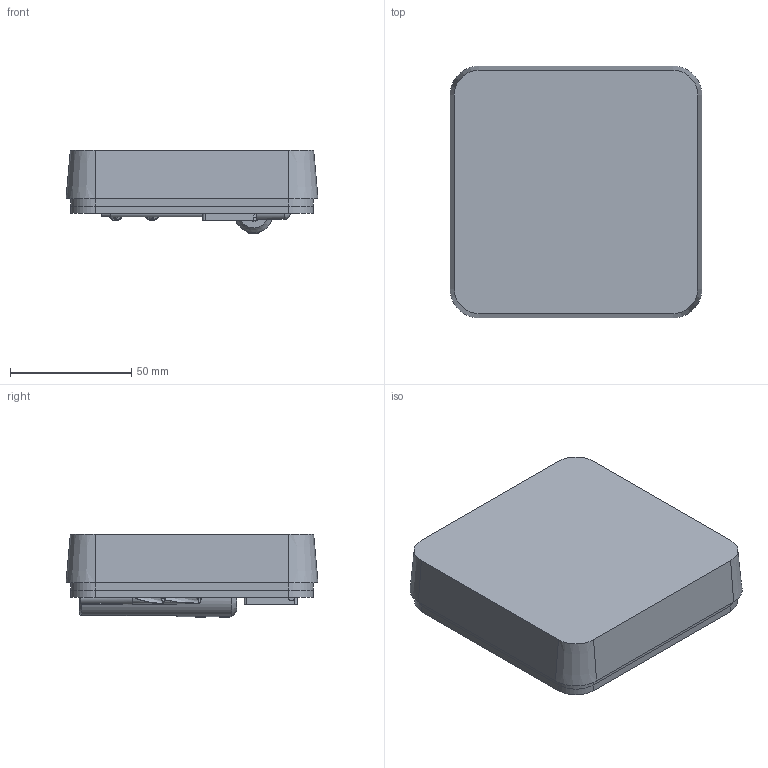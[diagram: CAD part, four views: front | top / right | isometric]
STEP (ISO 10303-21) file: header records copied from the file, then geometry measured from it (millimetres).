
FILE_DESCRIPTION (( 'STEP AP203' ), '1' );
FILE_NAME ('SET-RDT-6.step', '2024-04-24T08:29:34', ( '' ), ( '' ), 'SwSTEP 2.0', 'SolidWorks 2022', '' );
FILE_SCHEMA (( 'CONFIG_CONTROL_DESIGN' ));
Length unit declared in the file: millimetre
Products named in the file (10): 660P.DT16_montiert; 660P.DT16; RDT.6-30; VP00000154; VP.LOGO285; SET-RDT-6; A.ZST005; A.GST011; T10F; RDT.6-15
Assembly tree (10 placements, depth 3):
  SET-RDT-6
    VP00000154
    660P.DT16_montiert
      660P.DT16
      A.ZST005
      A.GST011  x2
    RDT.6-15
    RDT.6-30
    T10F
    VP.LOGO285
Bounding box: 104 x 104 x 34.35 mm (x, y, z)
Volume: 246273.2 mm3; surface area: 59482 mm2
Topology: 12 solids, 12 shells, 591 faces, 1572 edges, 1017 vertices
Faces by surface type: plane 237, cylinder 155, bspline 125, cone 67, torus 4, sphere 3
Full cylindrical faces by diameter (mm): 1 x2, 1.5 x1, 2 x3, 2.3 x2, 2.7 x1, 2.8 x1, 3.7 x1, 4.5 x2, 5 x3, 6 x4, 8.8 x1, 10 x1, 16 x1
Entity records: 24192 total; most frequent: CARTESIAN_POINT 10782, ORIENTED_EDGE 2758, DIRECTION 2188, EDGE_CURVE 1379, VERTEX_POINT 920, VECTOR 738, LINE 738, AXIS2_PLACEMENT_3D 725
